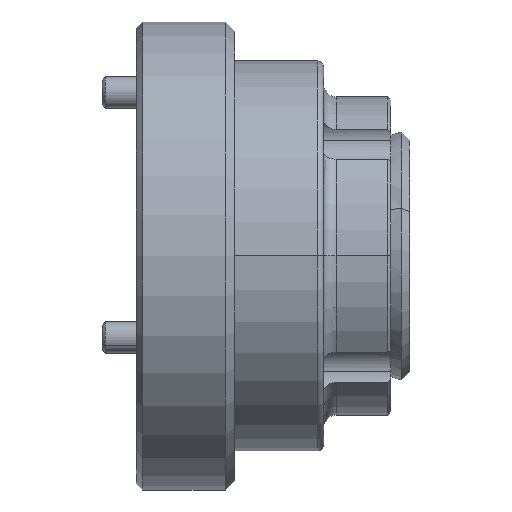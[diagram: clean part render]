
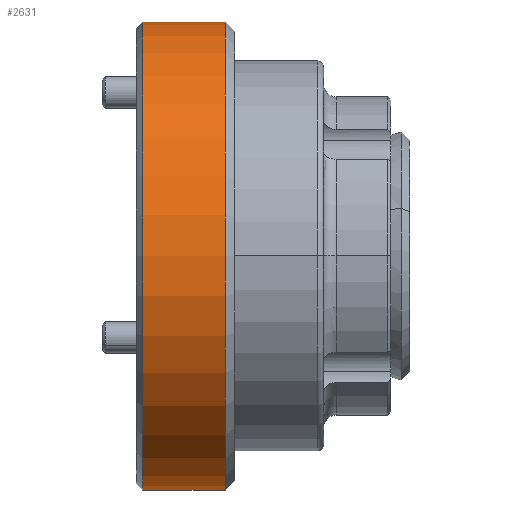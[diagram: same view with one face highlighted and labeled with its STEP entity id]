
A CAD part, top view. The second image highlights one B-rep face of the part: STEP entity #2631.
In plain terms, the highlighted cylindrical face has radius 75 mm (diameter 150 mm), a partial arc.
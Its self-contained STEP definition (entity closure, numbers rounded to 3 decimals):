
#142 = DIRECTION ( 'NONE',  ( 1., 0., 0. ) ) ;
#346 = DIRECTION ( 'NONE',  ( -1., 0., 0. ) ) ;
#357 = ORIENTED_EDGE ( 'NONE', *, *, #6693, .F. ) ;
#685 = LINE ( 'NONE', #3128, #5124 ) ;
#690 = VERTEX_POINT ( 'NONE', #6048 ) ;
#758 = ORIENTED_EDGE ( 'NONE', *, *, #3059, .T. ) ;
#823 = VERTEX_POINT ( 'NONE', #3130 ) ;
#1240 = VERTEX_POINT ( 'NONE', #1876 ) ;
#1404 = EDGE_LOOP ( 'NONE', ( #758, #2988, #7807, #357 ) ) ;
#1819 = EDGE_CURVE ( 'NONE', #1240, #690, #2287, .T. ) ;
#1868 = DIRECTION ( 'NONE',  ( -1., 0., 0. ) ) ;
#1876 = CARTESIAN_POINT ( 'NONE',  ( 2., 75., 0. ) ) ;
#2287 = CIRCLE ( 'NONE', #6809, 75. ) ;
#2450 = CARTESIAN_POINT ( 'NONE',  ( 0., 0., 0. ) ) ;
#2497 = VECTOR ( 'NONE', #346, 1000. ) ;
#2592 = DIRECTION ( 'NONE',  ( 0., 1., 0. ) ) ;
#2631 = ADVANCED_FACE ( 'NONE', ( #5504 ), #7367, .T. ) ;
#2988 = ORIENTED_EDGE ( 'NONE', *, *, #4164, .T. ) ;
#3059 = EDGE_CURVE ( 'NONE', #823, #5635, #6090, .T. ) ;
#3128 = CARTESIAN_POINT ( 'NONE',  ( 0., -75., 0. ) ) ;
#3130 = CARTESIAN_POINT ( 'NONE',  ( 28.5, -75., 0. ) ) ;
#3400 = LINE ( 'NONE', #5864, #2497 ) ;
#3633 = AXIS2_PLACEMENT_3D ( 'NONE', #7406, #1868, #4326 ) ;
#4164 = EDGE_CURVE ( 'NONE', #5635, #1240, #3400, .T. ) ;
#4326 = DIRECTION ( 'NONE',  ( 0., -1., 0. ) ) ;
#4906 = DIRECTION ( 'NONE',  ( -1., 0., 0. ) ) ;
#5124 = VECTOR ( 'NONE', #5586, 1000. ) ;
#5491 = AXIS2_PLACEMENT_3D ( 'NONE', #2450, #4906, #7383 ) ;
#5504 = FACE_OUTER_BOUND ( 'NONE', #1404, .T. ) ;
#5586 = DIRECTION ( 'NONE',  ( -1., 0., 0. ) ) ;
#5635 = VERTEX_POINT ( 'NONE', #6077 ) ;
#5656 = CARTESIAN_POINT ( 'NONE',  ( 2., 0., 0. ) ) ;
#5864 = CARTESIAN_POINT ( 'NONE',  ( 0., 75., 0. ) ) ;
#6048 = CARTESIAN_POINT ( 'NONE',  ( 2., -75., 0. ) ) ;
#6077 = CARTESIAN_POINT ( 'NONE',  ( 28.5, 75., 0. ) ) ;
#6090 = CIRCLE ( 'NONE', #3633, 75. ) ;
#6693 = EDGE_CURVE ( 'NONE', #823, #690, #685, .T. ) ;
#6809 = AXIS2_PLACEMENT_3D ( 'NONE', #5656, #142, #2592 ) ;
#7367 = CYLINDRICAL_SURFACE ( 'NONE', #5491, 75. ) ;
#7383 = DIRECTION ( 'NONE',  ( 0., -1., 0. ) ) ;
#7406 = CARTESIAN_POINT ( 'NONE',  ( 28.5, 0., 0. ) ) ;
#7807 = ORIENTED_EDGE ( 'NONE', *, *, #1819, .T. ) ;
